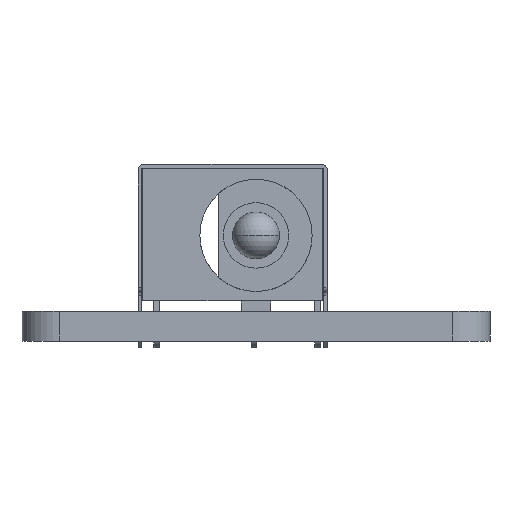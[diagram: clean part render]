
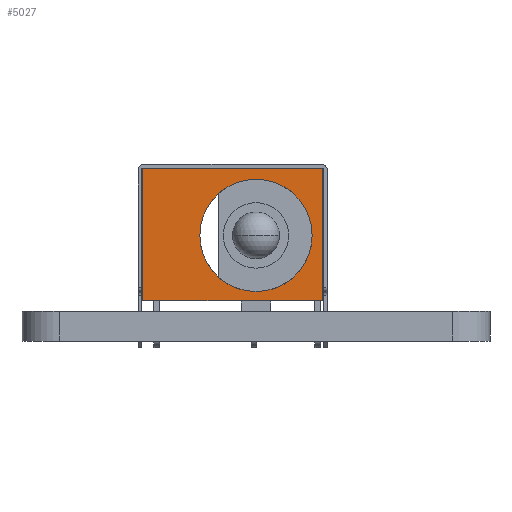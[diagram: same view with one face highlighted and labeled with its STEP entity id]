
A CAD part, left-side view. The second image highlights one B-rep face of the part: STEP entity #5027.
In plain terms, the highlighted face is planar.
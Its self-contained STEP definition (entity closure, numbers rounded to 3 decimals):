
#2487 = CYLINDRICAL_SURFACE('',#2488,3.);
#2488 = AXIS2_PLACEMENT_3D('',#2489,#2490,#2491);
#2489 = CARTESIAN_POINT('',(1.25,3.5,-9.));
#2490 = DIRECTION('',(0.,0.,-1.));
#2491 = DIRECTION('',(1.,0.,0.));
#2536 = VERTEX_POINT('',#2537);
#2537 = CARTESIAN_POINT('',(4.25,3.5,0.));
#2551 = CYLINDRICAL_SURFACE('',#2552,3.);
#2552 = AXIS2_PLACEMENT_3D('',#2553,#2554,#2555);
#2553 = CARTESIAN_POINT('',(1.25,3.5,-9.));
#2554 = DIRECTION('',(0.,0.,-1.));
#2555 = DIRECTION('',(1.,0.,0.));
#2563 = EDGE_CURVE('',#2564,#2536,#2566,.T.);
#2564 = VERTEX_POINT('',#2565);
#2565 = CARTESIAN_POINT('',(-1.75,3.5,0.));
#2566 = SURFACE_CURVE('',#2567,(#2572,#2579),.PCURVE_S1.);
#2567 = CIRCLE('',#2568,3.);
#2568 = AXIS2_PLACEMENT_3D('',#2569,#2570,#2571);
#2569 = CARTESIAN_POINT('',(1.25,3.5,0.));
#2570 = DIRECTION('',(0.,0.,1.));
#2571 = DIRECTION('',(1.,0.,-0.));
#2572 = PCURVE('',#2487,#2573);
#2573 = DEFINITIONAL_REPRESENTATION('',(#2574),#2578);
#2574 = LINE('',#2575,#2576);
#2575 = CARTESIAN_POINT('',(6.283,-9.));
#2576 = VECTOR('',#2577,1.);
#2577 = DIRECTION('',(-1.,0.));
#2578 = ( GEOMETRIC_REPRESENTATION_CONTEXT(2) 
PARAMETRIC_REPRESENTATION_CONTEXT() REPRESENTATION_CONTEXT('2D SPACE',''
  ) );
#2579 = PCURVE('',#2580,#2585);
#2580 = PLANE('',#2581);
#2581 = AXIS2_PLACEMENT_3D('',#2582,#2583,#2584);
#2582 = CARTESIAN_POINT('',(-4.8,0.,0.));
#2583 = DIRECTION('',(-0.,0.,1.));
#2584 = DIRECTION('',(1.,0.,0.));
#2585 = DEFINITIONAL_REPRESENTATION('',(#2586),#2590);
#2586 = CIRCLE('',#2587,3.);
#2587 = AXIS2_PLACEMENT_2D('',#2588,#2589);
#2588 = CARTESIAN_POINT('',(6.05,3.5));
#2589 = DIRECTION('',(1.,0.));
#2590 = ( GEOMETRIC_REPRESENTATION_CONTEXT(2) 
PARAMETRIC_REPRESENTATION_CONTEXT() REPRESENTATION_CONTEXT('2D SPACE',''
  ) );
#2672 = PLANE('',#2673);
#2673 = AXIS2_PLACEMENT_3D('',#2674,#2675,#2676);
#2674 = CARTESIAN_POINT('',(-4.8,7.05,-11.5));
#2675 = DIRECTION('',(-1.,0.,0.));
#2676 = DIRECTION('',(0.,1.,0.));
#2700 = PLANE('',#2701);
#2701 = AXIS2_PLACEMENT_3D('',#2702,#2703,#2704);
#2702 = CARTESIAN_POINT('',(-4.8,0.,-11.5));
#2703 = DIRECTION('',(0.,-1.,0.));
#2704 = DIRECTION('',(0.,0.,-1.));
#2728 = PLANE('',#2729);
#2729 = AXIS2_PLACEMENT_3D('',#2730,#2731,#2732);
#2730 = CARTESIAN_POINT('',(4.8,7.05,-11.5));
#2731 = DIRECTION('',(1.,0.,0.));
#2732 = DIRECTION('',(0.,0.,1.));
#3046 = VERTEX_POINT('',#3047);
#3047 = CARTESIAN_POINT('',(4.8,7.05,0.));
#3061 = PLANE('',#3062);
#3062 = AXIS2_PLACEMENT_3D('',#3063,#3064,#3065);
#3063 = CARTESIAN_POINT('',(-4.8,7.05,-11.5));
#3064 = DIRECTION('',(0.,1.,0.));
#3065 = DIRECTION('',(1.,0.,-0.));
#3073 = EDGE_CURVE('',#3074,#3046,#3076,.T.);
#3074 = VERTEX_POINT('',#3075);
#3075 = CARTESIAN_POINT('',(4.8,0.,0.));
#3076 = SURFACE_CURVE('',#3077,(#3081,#3088),.PCURVE_S1.);
#3077 = LINE('',#3078,#3079);
#3078 = CARTESIAN_POINT('',(4.8,7.05,0.));
#3079 = VECTOR('',#3080,1.);
#3080 = DIRECTION('',(0.,1.,-0.));
#3081 = PCURVE('',#2728,#3082);
#3082 = DEFINITIONAL_REPRESENTATION('',(#3083),#3087);
#3083 = LINE('',#3084,#3085);
#3084 = CARTESIAN_POINT('',(11.5,0.));
#3085 = VECTOR('',#3086,1.);
#3086 = DIRECTION('',(0.,-1.));
#3087 = ( GEOMETRIC_REPRESENTATION_CONTEXT(2) 
PARAMETRIC_REPRESENTATION_CONTEXT() REPRESENTATION_CONTEXT('2D SPACE',''
  ) );
#3088 = PCURVE('',#2580,#3089);
#3089 = DEFINITIONAL_REPRESENTATION('',(#3090),#3094);
#3090 = LINE('',#3091,#3092);
#3091 = CARTESIAN_POINT('',(9.6,7.05));
#3092 = VECTOR('',#3093,1.);
#3093 = DIRECTION('',(0.,1.));
#3094 = ( GEOMETRIC_REPRESENTATION_CONTEXT(2) 
PARAMETRIC_REPRESENTATION_CONTEXT() REPRESENTATION_CONTEXT('2D SPACE',''
  ) );
#3366 = VERTEX_POINT('',#3367);
#3367 = CARTESIAN_POINT('',(-4.8,0.,0.));
#3388 = EDGE_CURVE('',#3389,#3366,#3391,.T.);
#3389 = VERTEX_POINT('',#3390);
#3390 = CARTESIAN_POINT('',(-4.8,7.05,0.));
#3391 = SURFACE_CURVE('',#3392,(#3396,#3403),.PCURVE_S1.);
#3392 = LINE('',#3393,#3394);
#3393 = CARTESIAN_POINT('',(-4.8,7.05,0.));
#3394 = VECTOR('',#3395,1.);
#3395 = DIRECTION('',(0.,-1.,0.));
#3396 = PCURVE('',#2672,#3397);
#3397 = DEFINITIONAL_REPRESENTATION('',(#3398),#3402);
#3398 = LINE('',#3399,#3400);
#3399 = CARTESIAN_POINT('',(0.,-11.5));
#3400 = VECTOR('',#3401,1.);
#3401 = DIRECTION('',(-1.,-0.));
#3402 = ( GEOMETRIC_REPRESENTATION_CONTEXT(2) 
PARAMETRIC_REPRESENTATION_CONTEXT() REPRESENTATION_CONTEXT('2D SPACE',''
  ) );
#3403 = PCURVE('',#2580,#3404);
#3404 = DEFINITIONAL_REPRESENTATION('',(#3405),#3409);
#3405 = LINE('',#3406,#3407);
#3406 = CARTESIAN_POINT('',(0.,7.05));
#3407 = VECTOR('',#3408,1.);
#3408 = DIRECTION('',(0.,-1.));
#3409 = ( GEOMETRIC_REPRESENTATION_CONTEXT(2) 
PARAMETRIC_REPRESENTATION_CONTEXT() REPRESENTATION_CONTEXT('2D SPACE',''
  ) );
#4283 = EDGE_CURVE('',#3366,#3074,#4284,.T.);
#4284 = SURFACE_CURVE('',#4285,(#4289,#4296),.PCURVE_S1.);
#4285 = LINE('',#4286,#4287);
#4286 = CARTESIAN_POINT('',(-4.8,0.,0.));
#4287 = VECTOR('',#4288,1.);
#4288 = DIRECTION('',(1.,0.,0.));
#4289 = PCURVE('',#2700,#4290);
#4290 = DEFINITIONAL_REPRESENTATION('',(#4291),#4295);
#4291 = LINE('',#4292,#4293);
#4292 = CARTESIAN_POINT('',(-11.5,0.));
#4293 = VECTOR('',#4294,1.);
#4294 = DIRECTION('',(0.,1.));
#4295 = ( GEOMETRIC_REPRESENTATION_CONTEXT(2) 
PARAMETRIC_REPRESENTATION_CONTEXT() REPRESENTATION_CONTEXT('2D SPACE',''
  ) );
#4296 = PCURVE('',#2580,#4297);
#4297 = DEFINITIONAL_REPRESENTATION('',(#4298),#4302);
#4298 = LINE('',#4299,#4300);
#4299 = CARTESIAN_POINT('',(0.,0.));
#4300 = VECTOR('',#4301,1.);
#4301 = DIRECTION('',(1.,0.));
#4302 = ( GEOMETRIC_REPRESENTATION_CONTEXT(2) 
PARAMETRIC_REPRESENTATION_CONTEXT() REPRESENTATION_CONTEXT('2D SPACE',''
  ) );
#5005 = EDGE_CURVE('',#3046,#3389,#5006,.T.);
#5006 = SURFACE_CURVE('',#5007,(#5011,#5018),.PCURVE_S1.);
#5007 = LINE('',#5008,#5009);
#5008 = CARTESIAN_POINT('',(-4.8,7.05,0.));
#5009 = VECTOR('',#5010,1.);
#5010 = DIRECTION('',(-1.,-0.,-0.));
#5011 = PCURVE('',#3061,#5012);
#5012 = DEFINITIONAL_REPRESENTATION('',(#5013),#5017);
#5013 = LINE('',#5014,#5015);
#5014 = CARTESIAN_POINT('',(0.,-11.5));
#5015 = VECTOR('',#5016,1.);
#5016 = DIRECTION('',(-1.,0.));
#5017 = ( GEOMETRIC_REPRESENTATION_CONTEXT(2) 
PARAMETRIC_REPRESENTATION_CONTEXT() REPRESENTATION_CONTEXT('2D SPACE',''
  ) );
#5018 = PCURVE('',#2580,#5019);
#5019 = DEFINITIONAL_REPRESENTATION('',(#5020),#5024);
#5020 = LINE('',#5021,#5022);
#5021 = CARTESIAN_POINT('',(0.,7.05));
#5022 = VECTOR('',#5023,1.);
#5023 = DIRECTION('',(-1.,0.));
#5024 = ( GEOMETRIC_REPRESENTATION_CONTEXT(2) 
PARAMETRIC_REPRESENTATION_CONTEXT() REPRESENTATION_CONTEXT('2D SPACE',''
  ) );
#5027 = ADVANCED_FACE('',(#5028,#5034),#2580,.T.);
#5028 = FACE_BOUND('',#5029,.T.);
#5029 = EDGE_LOOP('',(#5030,#5031,#5032,#5033));
#5030 = ORIENTED_EDGE('',*,*,#3388,.T.);
#5031 = ORIENTED_EDGE('',*,*,#4283,.T.);
#5032 = ORIENTED_EDGE('',*,*,#3073,.T.);
#5033 = ORIENTED_EDGE('',*,*,#5005,.T.);
#5034 = FACE_BOUND('',#5035,.T.);
#5035 = EDGE_LOOP('',(#5036,#5058));
#5036 = ORIENTED_EDGE('',*,*,#5037,.F.);
#5037 = EDGE_CURVE('',#2536,#2564,#5038,.T.);
#5038 = SURFACE_CURVE('',#5039,(#5044,#5051),.PCURVE_S1.);
#5039 = CIRCLE('',#5040,3.);
#5040 = AXIS2_PLACEMENT_3D('',#5041,#5042,#5043);
#5041 = CARTESIAN_POINT('',(1.25,3.5,0.));
#5042 = DIRECTION('',(0.,0.,1.));
#5043 = DIRECTION('',(1.,0.,-0.));
#5044 = PCURVE('',#2580,#5045);
#5045 = DEFINITIONAL_REPRESENTATION('',(#5046),#5050);
#5046 = CIRCLE('',#5047,3.);
#5047 = AXIS2_PLACEMENT_2D('',#5048,#5049);
#5048 = CARTESIAN_POINT('',(6.05,3.5));
#5049 = DIRECTION('',(1.,0.));
#5050 = ( GEOMETRIC_REPRESENTATION_CONTEXT(2) 
PARAMETRIC_REPRESENTATION_CONTEXT() REPRESENTATION_CONTEXT('2D SPACE',''
  ) );
#5051 = PCURVE('',#2551,#5052);
#5052 = DEFINITIONAL_REPRESENTATION('',(#5053),#5057);
#5053 = LINE('',#5054,#5055);
#5054 = CARTESIAN_POINT('',(6.283,-9.));
#5055 = VECTOR('',#5056,1.);
#5056 = DIRECTION('',(-1.,0.));
#5057 = ( GEOMETRIC_REPRESENTATION_CONTEXT(2) 
PARAMETRIC_REPRESENTATION_CONTEXT() REPRESENTATION_CONTEXT('2D SPACE',''
  ) );
#5058 = ORIENTED_EDGE('',*,*,#2563,.F.);
